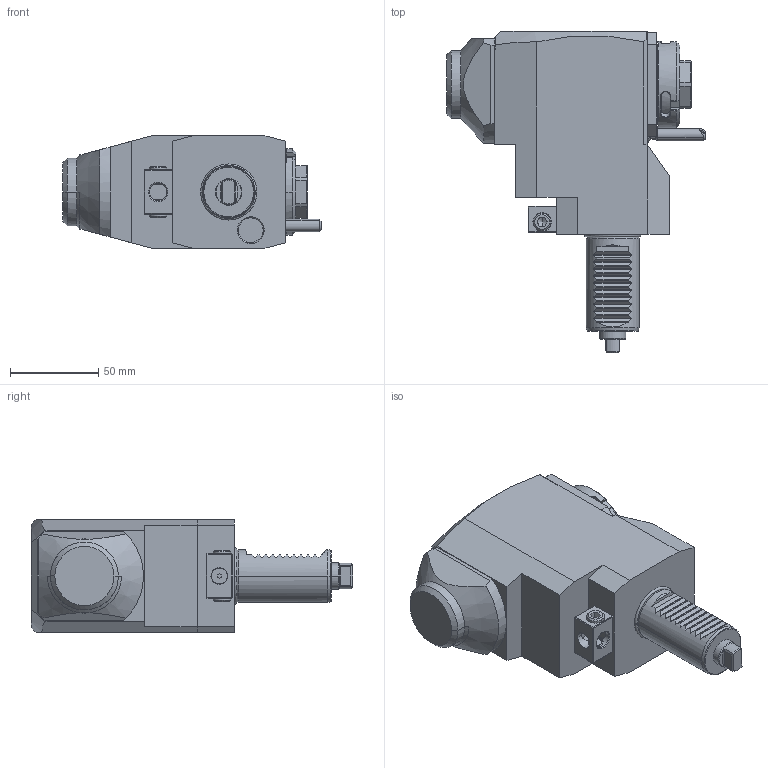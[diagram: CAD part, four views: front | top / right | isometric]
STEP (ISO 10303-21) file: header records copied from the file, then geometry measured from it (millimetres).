
FILE_DESCRIPTION((''),'2;1');
FILE_NAME('NGT1_30_425_25_3_2_85TB','2024-03-27T',('vali'),('NOVA GRUP'),'PRO/ENGINEER BY PARAMETRIC TECHNOLOGY CORPORATION, 2010280','PRO/ENGINEER BY PARAMETRIC TECHNOLOGY CORPORATION, 2010280','');
FILE_SCHEMA(('CONFIG_CONTROL_DESIGN'));
Length unit declared in the file: millimetre
Products named in the file (1): NGT1_30_425_25_3_2_85TB
Bounding box: 146.38 x 182 x 64 mm (x, y, z)
Volume: 723477.7 mm3; surface area: 60420.6 mm2
Topology: 1 solids, 1 shells, 346 faces, 919 edges, 588 vertices
Faces by surface type: plane 198, cylinder 74, cone 60, torus 6, bspline 6, sphere 2
Entity records: 13666 total; most frequent: CARTESIAN_POINT 5305, ORIENTED_EDGE 1830, DIRECTION 1588, EDGE_CURVE 915, VERTEX_POINT 588, AXIS2_PLACEMENT_3D 535, VECTOR 518, LINE 518
